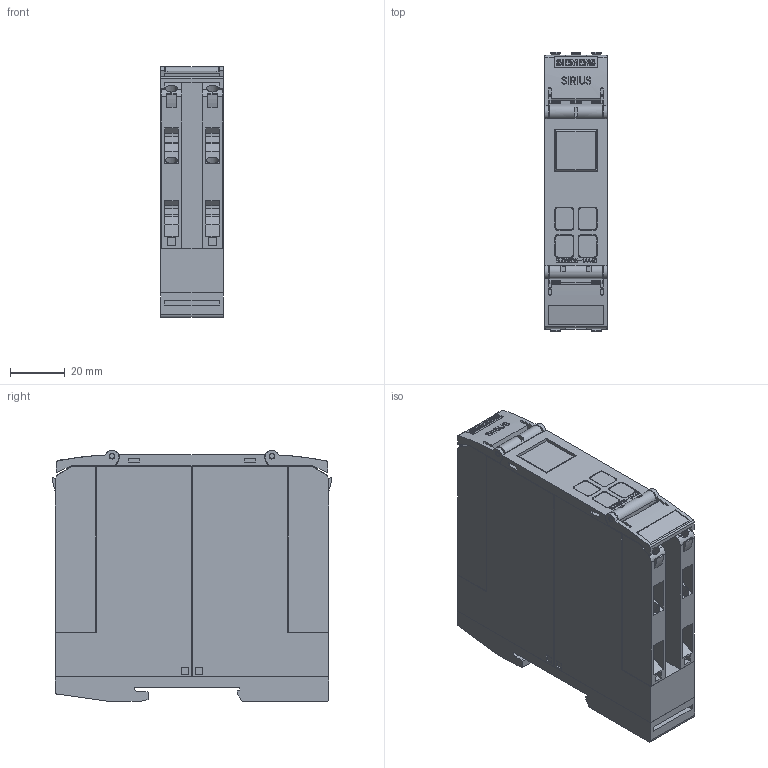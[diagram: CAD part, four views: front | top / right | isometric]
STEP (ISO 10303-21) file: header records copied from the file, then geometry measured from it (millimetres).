
FILE_DESCRIPTION(('STEP AP214'),'1');
FILE_NAME('cctmp_465B9B02-6DF2-48F3-B26A-8F9CE68F5010_2024_05_27_11_14_30_0056..stp','2024-05-27T09:14:30',('SIEMENS A&D'),('CADClick - www.CADClick.com'),'Spatial InterOp 3D',' ','unknown authorization');
FILE_SCHEMA(('AUTOMOTIVE_DESIGN'));
Length unit declared in the file: millimetre
Products named in the file (1): 3UG5825-1AA40
Bounding box: 22.8 x 101.9 x 91.6 mm (x, y, z)
Volume: 178677.6 mm3; surface area: 51957.7 mm2
Topology: 1 solids, 1 shells, 1649 faces, 4602 edges, 3056 vertices
Faces by surface type: plane 1321, cylinder 282, cone 30, torus 16
Entity records: 66759 total; most frequent: CARTESIAN_POINT 10521, ORIENTED_EDGE 9188, DIRECTION 8551, EDGE_CURVE 4594, LINE 3755, VECTOR 3755, VERTEX_POINT 3056, AXIS2_PLACEMENT_3D 2398
